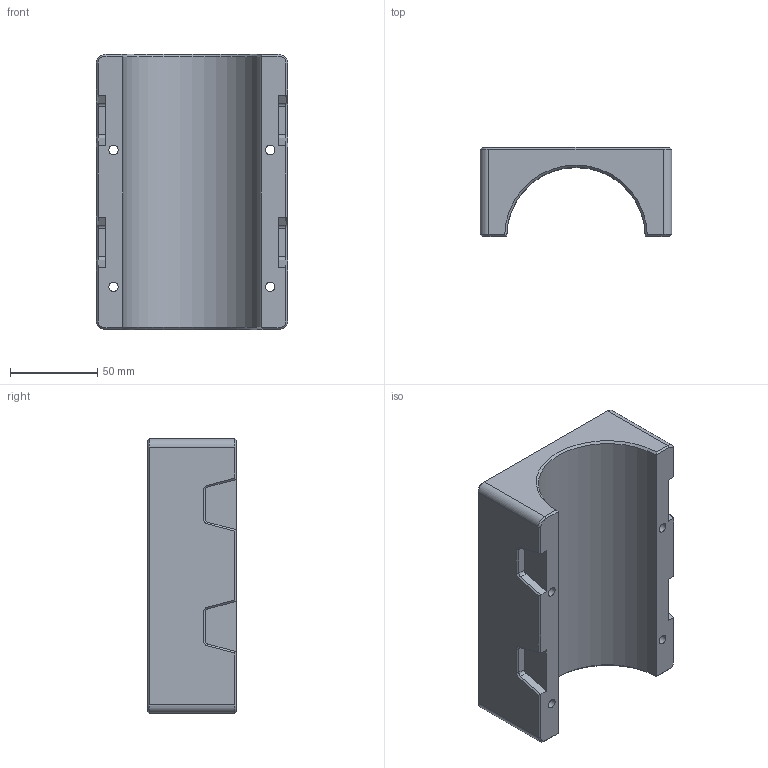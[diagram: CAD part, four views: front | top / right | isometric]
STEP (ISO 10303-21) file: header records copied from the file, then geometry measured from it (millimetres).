
FILE_DESCRIPTION(/* description */ (''),/* implementation_level */ '2;1');
FILE_NAME(/* name */ 'Spindle_Mount_80mm_Part_B_x1.step',/* time_stamp */ '2024-04-24T21:24:36-07:00',/* author */ (''),/* organization */ (''),/* preprocessor_version */ 'ST-DEVELOPER v20',/* originating_system */ 'Autodesk Translation Framework v12.20.1.177',/* authorisation */ '');
FILE_SCHEMA (('AUTOMOTIVE_DESIGN { 1 0 10303 214 3 1 1 }'));
Length unit declared in the file: millimetre
Products named in the file (1): SMH 80mm part B
Bounding box: 110 x 50.88 x 158 mm (x, y, z)
Volume: 477777.3 mm3; surface area: 67181.9 mm2
Topology: 1 solids, 1 shells, 92 faces, 220 edges, 132 vertices
Faces by surface type: plane 51, cone 22, cylinder 19
Full cylindrical faces by diameter (mm): 5.4 x4, 6.45 x2
Entity records: 2660 total; most frequent: CARTESIAN_POINT 461, DIRECTION 458, ORIENTED_EDGE 440, EDGE_CURVE 220, AXIS2_PLACEMENT_3D 153, LINE 152, VECTOR 152, VERTEX_POINT 132
